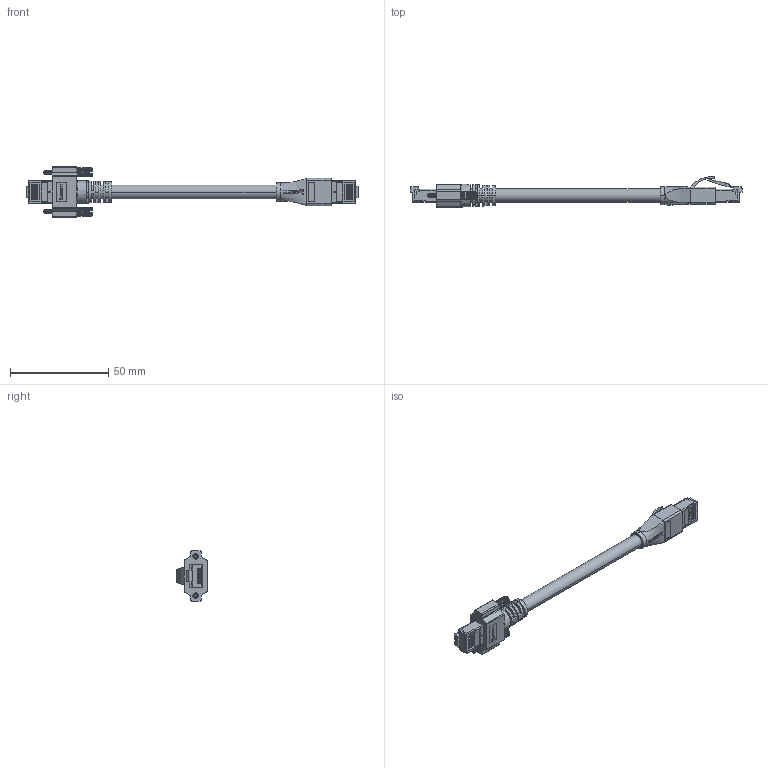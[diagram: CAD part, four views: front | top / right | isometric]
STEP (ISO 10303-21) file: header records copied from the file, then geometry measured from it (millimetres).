
FILE_DESCRIPTION (( 'STEP AP214' ), '1' );
FILE_NAME ('TRG617-T6T.STEP', '2016-05-27T12:36:08', ( 'L-Com' ), ( 'L-Com Global Connectivity' ), 'SwSTEP 2.0', 'SolidWorks 2014', '' );
FILE_SCHEMA (( 'AUTOMOTIVE_DESIGN' ));
Length unit declared in the file: millimetre
Products named in the file (17): 1AD03-013_BLUNT CUT LATCH; TDS8PC5-MA3; 1AD03-013-MA4_crimped strain relief; 1AD03-013-MA1; 1AD03-013-MA2; 1AD03-013-MA3_BLUNT CUT LATCH; TRG617-T6T; 1AL04-078_L=130MM; 1AY01-355_NEW LOGO, entry size not shown; 1AD03-013_No Loft; 1AD03-013-MA4_No Loft; 1AD03-013-MA3; MTN-902_RJ45M PNL MNT END; 1AJ06-098; MTN-902; MTN-903_W.O CBL
Assembly tree (34 placements, depth 5):
  TRG617-T6T
    MTN-902_RJ45M PNL MNT END
      MTN-903_W.O CBL
        1AD03-013_BLUNT CUT LATCH
          1AD03-013-MA3_BLUNT CUT LATCH
          1AD03-013-MA2
          1AD03-013-MA1
          1AD03-013-MA4_crimped strain relief
          TDS8PC5-MA3  x8
        MTN-903_W.O CBL
      MTN-902
      1AJ06-098  x2
    1AD03-013_No Loft
      1AD03-013-MA3
      1AD03-013-MA2
      1AD03-013-MA1
      1AD03-013-MA4_No Loft
      TDS8PC5-MA3  x8
    1AY01-355_NEW LOGO, entry size not shown
    1AL04-078_L=130MM
Bounding box: 169.28 x 15.51 x 25.5 mm (x, y, z)
Volume: 12533.2 mm3; surface area: 14994 mm2
Topology: 31 solids, 31 shells, 1891 faces, 5296 edges, 3403 vertices
Faces by surface type: plane 1150, cylinder 535, bspline 127, sphere 36, cone 24, torus 19
Entity records: 46141 total; most frequent: CARTESIAN_POINT 13286, ORIENTED_EDGE 7090, DIRECTION 5927, EDGE_CURVE 3545, VECTOR 2369, LINE 2369, VERTEX_POINT 2281, AXIS2_PLACEMENT_3D 1779
